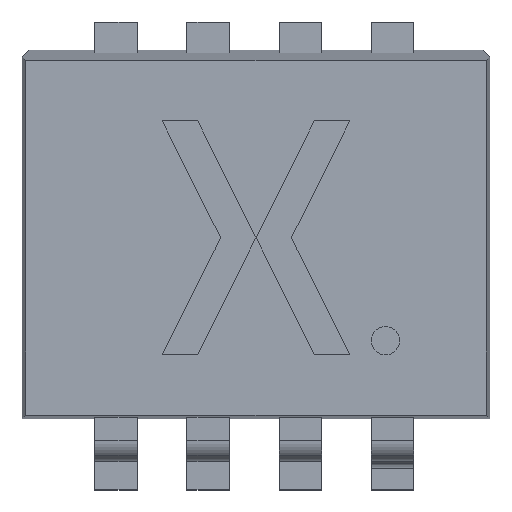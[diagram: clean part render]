
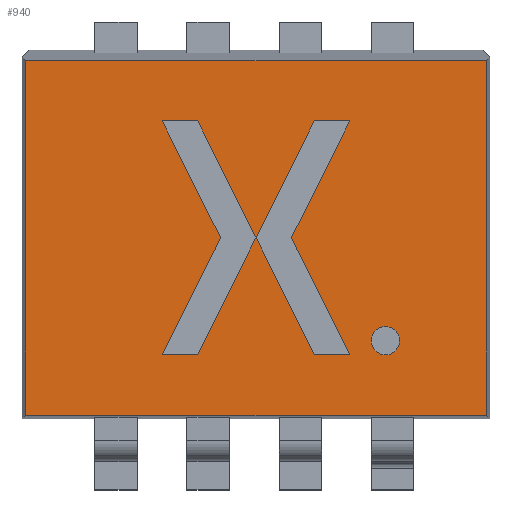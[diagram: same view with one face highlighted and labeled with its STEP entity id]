
A CAD part, top view. The second image highlights one B-rep face of the part: STEP entity #940.
In plain terms, the highlighted planar face has unit normal (0, 0, 1).
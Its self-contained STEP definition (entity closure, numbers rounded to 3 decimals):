
#365 = VERTEX_POINT('',#366);
#366 = CARTESIAN_POINT('',(-1.61,-1.285,0.855));
#372 = EDGE_CURVE('',#365,#373,#375,.T.);
#373 = VERTEX_POINT('',#374);
#374 = CARTESIAN_POINT('',(1.635,-1.285,0.855));
#375 = LINE('',#376,#377);
#376 = CARTESIAN_POINT('',(0.013,-1.285,0.855));
#377 = VECTOR('',#378,1.);
#378 = DIRECTION('',(1.,0.,0.));
#822 = EDGE_CURVE('',#823,#365,#825,.T.);
#823 = VERTEX_POINT('',#824);
#824 = CARTESIAN_POINT('',(-1.61,1.214,0.855));
#825 = LINE('',#826,#827);
#826 = CARTESIAN_POINT('',(-1.61,0.,0.855));
#827 = VECTOR('',#828,1.);
#828 = DIRECTION('',(0.,-1.,0.));
#940 = ADVANCED_FACE('',(#941,#959,#979,#1029),#1077,.T.);
#941 = FACE_BOUND('',#942,.T.);
#942 = EDGE_LOOP('',(#943,#951,#952,#953));
#943 = ORIENTED_EDGE('',*,*,#944,.T.);
#944 = EDGE_CURVE('',#945,#823,#947,.T.);
#945 = VERTEX_POINT('',#946);
#946 = CARTESIAN_POINT('',(1.635,1.214,0.855));
#947 = LINE('',#948,#949);
#948 = CARTESIAN_POINT('',(0.013,1.214,0.855));
#949 = VECTOR('',#950,1.);
#950 = DIRECTION('',(-1.,0.,0.));
#951 = ORIENTED_EDGE('',*,*,#822,.T.);
#952 = ORIENTED_EDGE('',*,*,#372,.T.);
#953 = ORIENTED_EDGE('',*,*,#954,.T.);
#954 = EDGE_CURVE('',#373,#945,#955,.T.);
#955 = LINE('',#956,#957);
#956 = CARTESIAN_POINT('',(1.635,0.,0.855));
#957 = VECTOR('',#958,1.);
#958 = DIRECTION('',(0.,1.,0.));
#959 = FACE_BOUND('',#960,.T.);
#960 = EDGE_LOOP('',(#961,#972));
#961 = ORIENTED_EDGE('',*,*,#962,.T.);
#962 = EDGE_CURVE('',#963,#965,#967,.T.);
#963 = VERTEX_POINT('',#964);
#964 = CARTESIAN_POINT('',(1.025,-0.761,0.855));
#965 = VERTEX_POINT('',#966);
#966 = CARTESIAN_POINT('',(0.825,-0.761,0.855));
#967 = CIRCLE('',#968,0.1);
#968 = AXIS2_PLACEMENT_3D('',#969,#970,#971);
#969 = CARTESIAN_POINT('',(0.925,-0.761,0.855));
#970 = DIRECTION('',(0.,0.,-1.));
#971 = DIRECTION('',(-1.,0.,0.));
#972 = ORIENTED_EDGE('',*,*,#973,.T.);
#973 = EDGE_CURVE('',#965,#963,#974,.T.);
#974 = CIRCLE('',#975,0.1);
#975 = AXIS2_PLACEMENT_3D('',#976,#977,#978);
#976 = CARTESIAN_POINT('',(0.925,-0.761,0.855));
#977 = DIRECTION('',(0.,0.,-1.));
#978 = DIRECTION('',(-1.,0.,0.));
#979 = FACE_BOUND('',#980,.T.);
#980 = EDGE_LOOP('',(#981,#991,#999,#1007,#1015,#1023));
#981 = ORIENTED_EDGE('',*,*,#982,.T.);
#982 = EDGE_CURVE('',#983,#985,#987,.T.);
#983 = VERTEX_POINT('',#984);
#984 = CARTESIAN_POINT('',(0.425,-0.861,0.855));
#985 = VERTEX_POINT('',#986);
#986 = CARTESIAN_POINT('',(0.013,-0.036,
    0.855));
#987 = LINE('',#988,#989);
#988 = CARTESIAN_POINT('',(0.003,-0.017,
    0.855));
#989 = VECTOR('',#990,1.);
#990 = DIRECTION('',(-0.447,0.894,0.));
#991 = ORIENTED_EDGE('',*,*,#992,.T.);
#992 = EDGE_CURVE('',#985,#993,#995,.T.);
#993 = VERTEX_POINT('',#994);
#994 = CARTESIAN_POINT('',(0.425,0.789,0.855));
#995 = LINE('',#996,#997);
#996 = CARTESIAN_POINT('',(0.228,0.396,0.855));
#997 = VECTOR('',#998,1.);
#998 = DIRECTION('',(0.447,0.894,0.));
#999 = ORIENTED_EDGE('',*,*,#1000,.T.);
#1000 = EDGE_CURVE('',#993,#1001,#1003,.T.);
#1001 = VERTEX_POINT('',#1002);
#1002 = CARTESIAN_POINT('',(0.675,0.789,0.855));
#1003 = LINE('',#1004,#1005);
#1004 = CARTESIAN_POINT('',(0.219,0.789,0.855));
#1005 = VECTOR('',#1006,1.);
#1006 = DIRECTION('',(1.,0.,0.));
#1007 = ORIENTED_EDGE('',*,*,#1008,.T.);
#1008 = EDGE_CURVE('',#1001,#1009,#1011,.T.);
#1009 = VERTEX_POINT('',#1010);
#1010 = CARTESIAN_POINT('',(0.263,-0.036,0.855));
#1011 = LINE('',#1012,#1013);
#1012 = CARTESIAN_POINT('',(0.247,-0.067,0.855));
#1013 = VECTOR('',#1014,1.);
#1014 = DIRECTION('',(-0.447,-0.894,0.));
#1015 = ORIENTED_EDGE('',*,*,#1016,.T.);
#1016 = EDGE_CURVE('',#1009,#1017,#1019,.T.);
#1017 = VERTEX_POINT('',#1018);
#1018 = CARTESIAN_POINT('',(0.675,-0.861,0.855));
#1019 = LINE('',#1020,#1021);
#1020 = CARTESIAN_POINT('',(0.434,-0.379,0.855));
#1021 = VECTOR('',#1022,1.);
#1022 = DIRECTION('',(0.447,-0.894,0.));
#1023 = ORIENTED_EDGE('',*,*,#1024,.T.);
#1024 = EDGE_CURVE('',#1017,#983,#1025,.T.);
#1025 = LINE('',#1026,#1027);
#1026 = CARTESIAN_POINT('',(0.219,-0.861,0.855));
#1027 = VECTOR('',#1028,1.);
#1028 = DIRECTION('',(-1.,0.,0.));
#1029 = FACE_BOUND('',#1030,.T.);
#1030 = EDGE_LOOP('',(#1031,#1039,#1047,#1055,#1063,#1071));
#1031 = ORIENTED_EDGE('',*,*,#1032,.T.);
#1032 = EDGE_CURVE('',#985,#1033,#1035,.T.);
#1033 = VERTEX_POINT('',#1034);
#1034 = CARTESIAN_POINT('',(-0.4,-0.861,0.855));
#1035 = LINE('',#1036,#1037);
#1036 = CARTESIAN_POINT('',(0.022,-0.017,
    0.855));
#1037 = VECTOR('',#1038,1.);
#1038 = DIRECTION('',(-0.447,-0.894,0.));
#1039 = ORIENTED_EDGE('',*,*,#1040,.T.);
#1040 = EDGE_CURVE('',#1033,#1041,#1043,.T.);
#1041 = VERTEX_POINT('',#1042);
#1042 = CARTESIAN_POINT('',(-0.65,-0.861,0.855));
#1043 = LINE('',#1044,#1045);
#1044 = CARTESIAN_POINT('',(-0.319,-0.861,0.855));
#1045 = VECTOR('',#1046,1.);
#1046 = DIRECTION('',(-1.,0.,0.));
#1047 = ORIENTED_EDGE('',*,*,#1048,.T.);
#1048 = EDGE_CURVE('',#1041,#1049,#1051,.T.);
#1049 = VERTEX_POINT('',#1050);
#1050 = CARTESIAN_POINT('',(-0.237,-0.036,0.855)
  );
#1051 = LINE('',#1052,#1053);
#1052 = CARTESIAN_POINT('',(-0.409,-0.379,0.855));
#1053 = VECTOR('',#1054,1.);
#1054 = DIRECTION('',(0.447,0.894,0.));
#1055 = ORIENTED_EDGE('',*,*,#1056,.T.);
#1056 = EDGE_CURVE('',#1049,#1057,#1059,.T.);
#1057 = VERTEX_POINT('',#1058);
#1058 = CARTESIAN_POINT('',(-0.65,0.789,0.855));
#1059 = LINE('',#1060,#1061);
#1060 = CARTESIAN_POINT('',(-0.222,-0.067,0.855));
#1061 = VECTOR('',#1062,1.);
#1062 = DIRECTION('',(-0.447,0.894,0.));
#1063 = ORIENTED_EDGE('',*,*,#1064,.T.);
#1064 = EDGE_CURVE('',#1057,#1065,#1067,.T.);
#1065 = VERTEX_POINT('',#1066);
#1066 = CARTESIAN_POINT('',(-0.4,0.789,0.855));
#1067 = LINE('',#1068,#1069);
#1068 = CARTESIAN_POINT('',(-0.319,0.789,0.855));
#1069 = VECTOR('',#1070,1.);
#1070 = DIRECTION('',(1.,0.,0.));
#1071 = ORIENTED_EDGE('',*,*,#1072,.T.);
#1072 = EDGE_CURVE('',#1065,#985,#1073,.T.);
#1073 = LINE('',#1074,#1075);
#1074 = CARTESIAN_POINT('',(-0.203,0.396,0.855));
#1075 = VECTOR('',#1076,1.);
#1076 = DIRECTION('',(0.447,-0.894,0.));
#1077 = PLANE('',#1078);
#1078 = AXIS2_PLACEMENT_3D('',#1079,#1080,#1081);
#1079 = CARTESIAN_POINT('',(0.013,0.012,
    0.855));
#1080 = DIRECTION('',(0.,0.,1.));
#1081 = DIRECTION('',(1.,0.,0.));
